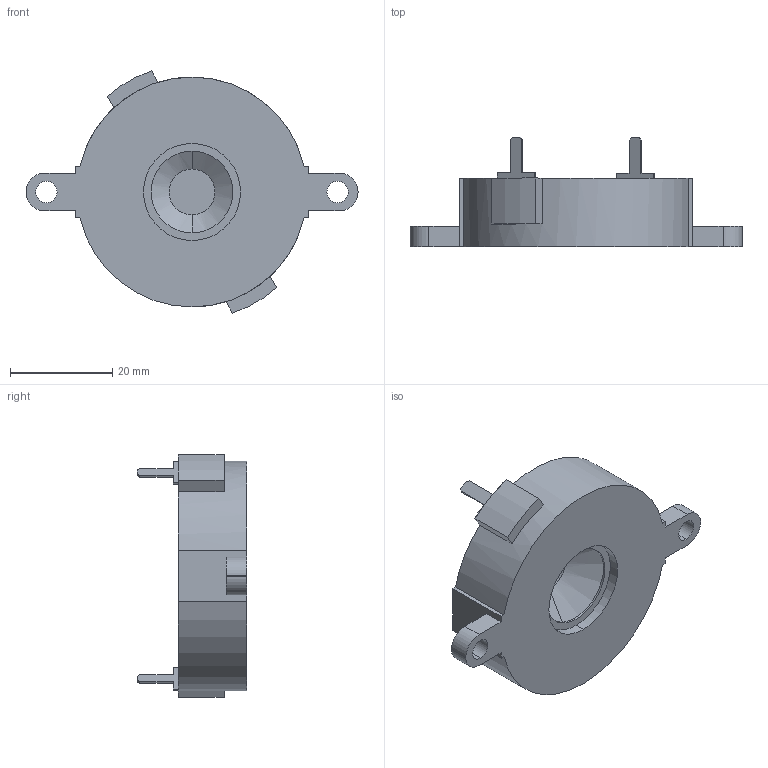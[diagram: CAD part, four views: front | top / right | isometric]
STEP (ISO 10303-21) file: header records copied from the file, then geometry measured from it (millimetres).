
FILE_DESCRIPTION (( 'STEP AP214' ), '1' );
FILE_NAME ('piezoelectric speaker W-25À for PCB.STEP', '2022-12-14T07:51:38', ( '' ), ( '' ), 'SwSTEP 2.0', 'SolidWorks 2019', '' );
FILE_SCHEMA (( 'AUTOMOTIVE_DESIGN' ));
Length unit declared in the file: millimetre
Products named in the file (1): piezoelectric speaker W-25À for PCB
Bounding box: 65 x 21.4 x 47.43 mm (x, y, z)
Volume: 7328.7 mm3; surface area: 10590 mm2
Topology: 1 solids, 1 shells, 79 faces, 203 edges, 134 vertices
Faces by surface type: plane 50, cylinder 25, cone 4
Entity records: 2830 total; most frequent: DIRECTION 421, CARTESIAN_POINT 417, ORIENTED_EDGE 406, EDGE_CURVE 203, LINE 145, VECTOR 145, AXIS2_PLACEMENT_3D 138, VERTEX_POINT 134
